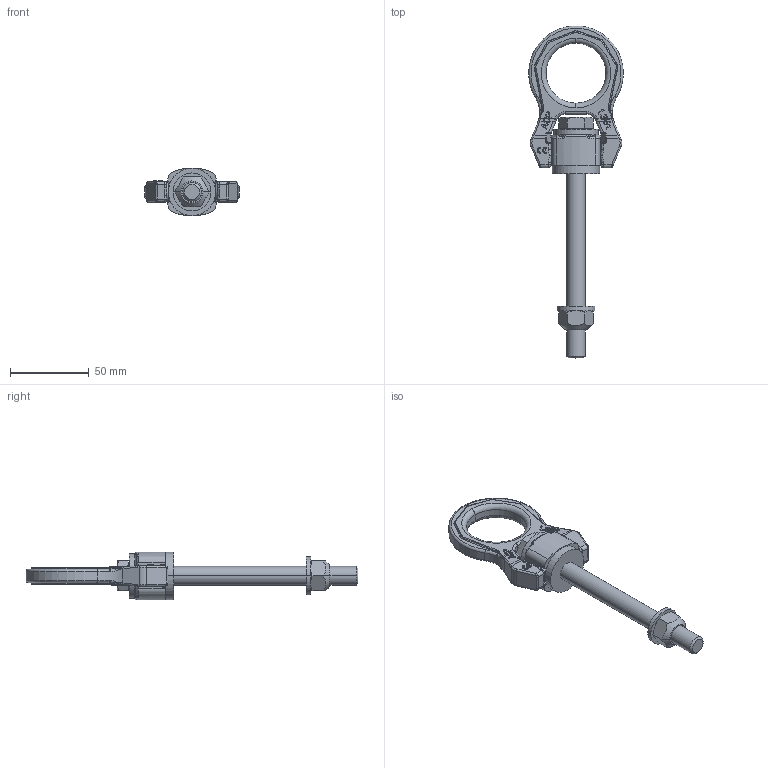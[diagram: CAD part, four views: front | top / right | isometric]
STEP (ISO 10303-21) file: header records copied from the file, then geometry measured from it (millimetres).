
FILE_DESCRIPTION((''),'2;1');
FILE_NAME('001-M35810-P-2_ASM','2019-06-24T',('anja.joas'),(''),'PRO/ENGINEER BY PARAMETRIC TECHNOLOGY CORPORATION, 2011490','PRO/ENGINEER BY PARAMETRIC TECHNOLOGY CORPORATION, 2011490','');
FILE_SCHEMA(('CONFIG_CONTROL_DESIGN'));
Length unit declared in the file: millimetre
Products named in the file (7): 001-M35810-P-20; 001-M35810-P-10; 001-M35810-P-60; 001-M34896-P-2; 001-M31624-V03; 001-M31328-V04; 001-M35810-P-2_ASM
Assembly tree (6 placements, depth 2):
  001-M35810-P-2_ASM
    001-M35810-P-20
    001-M35810-P-10
    001-M35810-P-60
    001-M34896-P-2
    001-M31624-V03
    001-M31328-V04
Bounding box: 59.96 x 210.42 x 30.41 mm (x, y, z)
Volume: 64023.1 mm3; surface area: 27618.7 mm2
Topology: 7 solids, 7 shells, 975 faces, 2536 edges, 1599 vertices
Faces by surface type: plane 547, cylinder 205, bspline 116, torus 83, cone 20, sphere 4
Entity records: 35149 total; most frequent: CARTESIAN_POINT 11877, ORIENTED_EDGE 5072, DIRECTION 4478, EDGE_CURVE 2536, VECTOR 1624, LINE 1624, VERTEX_POINT 1599, AXIS2_PLACEMENT_3D 1427
